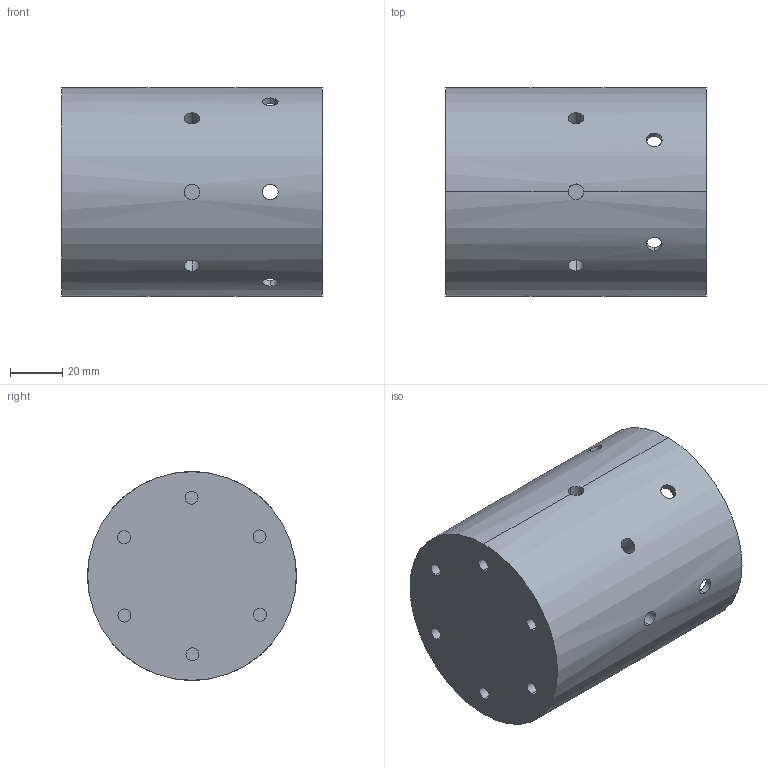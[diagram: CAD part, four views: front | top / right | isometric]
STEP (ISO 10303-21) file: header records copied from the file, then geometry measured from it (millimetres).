
FILE_DESCRIPTION (( 'STEP AP214' ), '1' );
FILE_NAME ('Main body to tail coupler.STEP', '2023-02-07T13:15:47', ( 'HP' ), ( 'HP' ), 'SwSTEP 2.0', 'SolidWorks 2021', '' );
FILE_SCHEMA (( 'AUTOMOTIVE_DESIGN' ));
Length unit declared in the file: millimetre
Products named in the file (1): Main body to tail coupler
Bounding box: 100 x 80 x 80 mm (x, y, z)
Volume: 342450 mm3; surface area: 47043.1 mm2
Topology: 1 solids, 1 shells, 61 faces, 138 edges, 92 vertices
Faces by surface type: cylinder 44, plane 17
Entity records: 2974 total; most frequent: CARTESIAN_POINT 1576, ORIENTED_EDGE 276, DIRECTION 266, EDGE_CURVE 138, AXIS2_PLACEMENT_3D 110, VERTEX_POINT 92, EDGE_LOOP 86, ADVANCED_FACE 61
